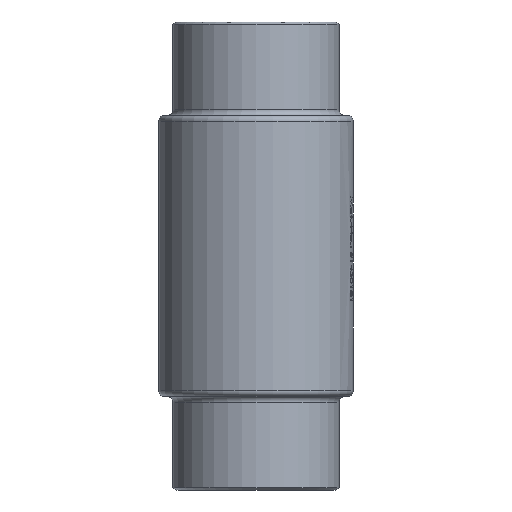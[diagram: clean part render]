
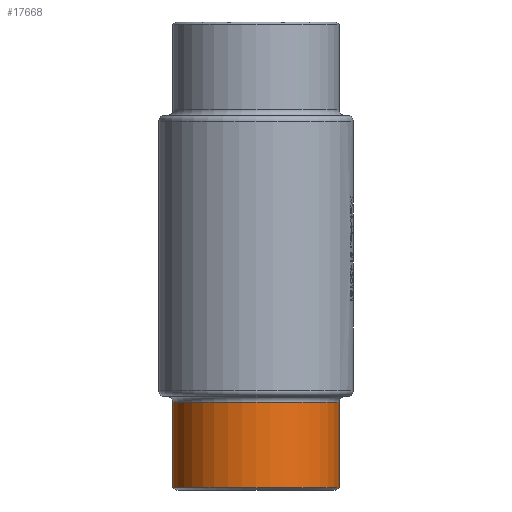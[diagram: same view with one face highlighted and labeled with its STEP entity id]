
A CAD part, front view. The second image highlights one B-rep face of the part: STEP entity #17668.
In plain terms, the highlighted cylindrical face has radius 44.45 mm (diameter 88.9 mm), a partial arc.
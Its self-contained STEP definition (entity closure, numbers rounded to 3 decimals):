
#964 = VERTEX_POINT ( 'NONE', #10413 ) ;
#989 = CIRCLE ( 'NONE', #1482, 44.45 ) ;
#1482 = AXIS2_PLACEMENT_3D ( 'NONE', #18270, #27309, #20800 ) ;
#2883 = CYLINDRICAL_SURFACE ( 'NONE', #8842, 44.45 ) ;
#3309 = EDGE_CURVE ( 'NONE', #964, #28497, #24374, .T. ) ;
#4050 = CARTESIAN_POINT ( 'NONE',  ( 44.45, 0., -250. ) ) ;
#4694 = EDGE_CURVE ( 'NONE', #964, #14964, #989, .T. ) ;
#5644 = EDGE_CURVE ( 'NONE', #14964, #10078, #11407, .T. ) ;
#6373 = DIRECTION ( 'NONE',  ( 0., 0., -1. ) ) ;
#6610 = ORIENTED_EDGE ( 'NONE', *, *, #4694, .T. ) ;
#7618 = DIRECTION ( 'NONE',  ( 0., 0., -1. ) ) ;
#8292 = CARTESIAN_POINT ( 'NONE',  ( 0., 0., -248.73 ) ) ;
#8842 = AXIS2_PLACEMENT_3D ( 'NONE', #11912, #7618, #16660 ) ;
#9827 = EDGE_LOOP ( 'NONE', ( #6610, #10390, #11727, #14993 ) ) ;
#10078 = VERTEX_POINT ( 'NONE', #15843 ) ;
#10390 = ORIENTED_EDGE ( 'NONE', *, *, #5644, .T. ) ;
#10413 = CARTESIAN_POINT ( 'NONE',  ( 44.45, 0., -203. ) ) ;
#10959 = VECTOR ( 'NONE', #6373, 1000. ) ;
#11407 = LINE ( 'NONE', #26681, #10959 ) ;
#11727 = ORIENTED_EDGE ( 'NONE', *, *, #22089, .T. ) ;
#11912 = CARTESIAN_POINT ( 'NONE',  ( 0., 0., -250. ) ) ;
#12424 = VECTOR ( 'NONE', #22150, 1000. ) ;
#13119 = CARTESIAN_POINT ( 'NONE',  ( -44.45, 0., -203. ) ) ;
#14964 = VERTEX_POINT ( 'NONE', #13119 ) ;
#14993 = ORIENTED_EDGE ( 'NONE', *, *, #3309, .F. ) ;
#15843 = CARTESIAN_POINT ( 'NONE',  ( -44.45, 0., -248.73 ) ) ;
#16660 = DIRECTION ( 'NONE',  ( 1., 0., 0. ) ) ;
#17204 = DIRECTION ( 'NONE',  ( 0., 0., 1. ) ) ;
#17668 = ADVANCED_FACE ( 'NONE', ( #27931 ), #2883, .T. ) ;
#18270 = CARTESIAN_POINT ( 'NONE',  ( 0., 0., -203. ) ) ;
#19723 = DIRECTION ( 'NONE',  ( 1., 0., 0. ) ) ;
#20745 = CIRCLE ( 'NONE', #23126, 44.45 ) ;
#20800 = DIRECTION ( 'NONE',  ( 1., 0., 0. ) ) ;
#22089 = EDGE_CURVE ( 'NONE', #10078, #28497, #20745, .T. ) ;
#22150 = DIRECTION ( 'NONE',  ( 0., 0., -1. ) ) ;
#23126 = AXIS2_PLACEMENT_3D ( 'NONE', #8292, #17204, #19723 ) ;
#24374 = LINE ( 'NONE', #4050, #12424 ) ;
#26681 = CARTESIAN_POINT ( 'NONE',  ( -44.45, 0., -250. ) ) ;
#27309 = DIRECTION ( 'NONE',  ( 0., 0., -1. ) ) ;
#27931 = FACE_OUTER_BOUND ( 'NONE', #9827, .T. ) ;
#28497 = VERTEX_POINT ( 'NONE', #29044 ) ;
#29044 = CARTESIAN_POINT ( 'NONE',  ( 44.45, 0., -248.73 ) ) ;
